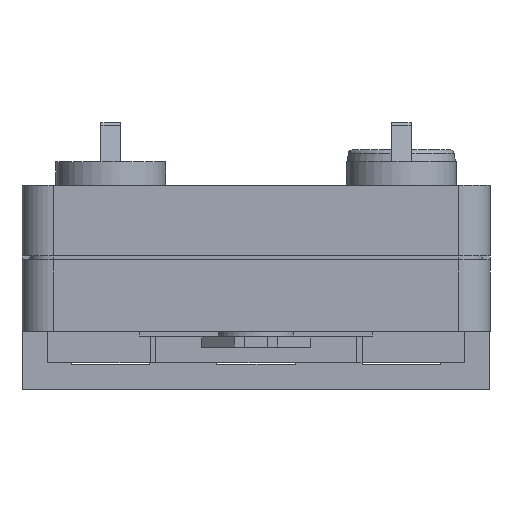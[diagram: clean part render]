
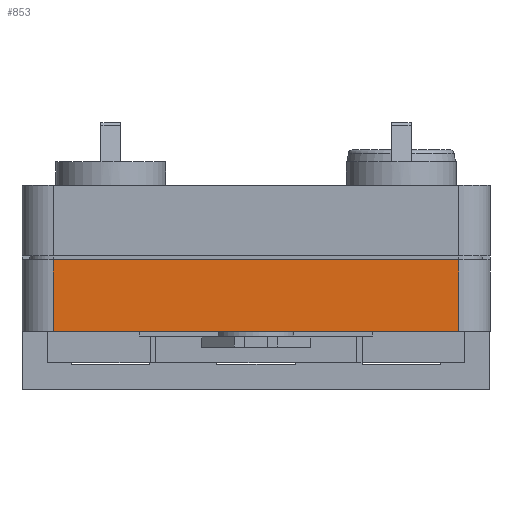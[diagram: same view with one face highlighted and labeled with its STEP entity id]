
A CAD part, front view. The second image highlights one B-rep face of the part: STEP entity #853.
In plain terms, the highlighted planar face has unit normal (0, -1, 0).
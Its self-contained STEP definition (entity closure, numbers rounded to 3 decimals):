
#853=ADVANCED_FACE('NONE',(#2371),#2372,.T.);
#2371=FACE_OUTER_BOUND('',#4546,.T.);
#2372=PLANE('',#4547);
#4546=EDGE_LOOP('',(#11346,#11347,#11348,#11349));
#4547=AXIS2_PLACEMENT_3D('',#11350,#11351,#11352);
#11346=ORIENTED_EDGE('',*,*,#17051,.T.);
#11347=ORIENTED_EDGE('',*,*,#17052,.F.);
#11348=ORIENTED_EDGE('',*,*,#17053,.T.);
#11349=ORIENTED_EDGE('',*,*,#17054,.T.);
#11350=CARTESIAN_POINT('',(0.0,0.,26.));
#11351=DIRECTION('',(0.0,-1.0,0.));
#11352=DIRECTION('',(-1.0,0.0,0.0));
#17051=EDGE_CURVE('NONE',#20052,#20053,#20054,.T.);
#17052=EDGE_CURVE('NONE',#20055,#20053,#20056,.T.);
#17053=EDGE_CURVE('NONE',#20055,#20057,#20058,.T.);
#17054=EDGE_CURVE('NONE',#20057,#20052,#20059,.T.);
#20052=VERTEX_POINT('NONE',#25438);
#20053=VERTEX_POINT('NONE',#25439);
#20054=LINE('',#25440,#25441);
#20055=VERTEX_POINT('NONE',#25442);
#20056=LINE('',#25443,#25444);
#20057=VERTEX_POINT('NONE',#25445);
#20058=LINE('',#25446,#25447);
#20059=LINE('',#25448,#25449);
#25438=CARTESIAN_POINT('',(55.6,0.,7.4));
#25439=CARTESIAN_POINT('',(55.6,0.,16.5));
#25440=CARTESIAN_POINT('',(55.6,0.,26.));
#25441=VECTOR('',#32264,1000.0);
#25442=CARTESIAN_POINT('',(4.,0.,16.5));
#25443=CARTESIAN_POINT('',(4.,0.,16.5));
#25444=VECTOR('',#32265,1000.0);
#25445=CARTESIAN_POINT('',(4.,0.,7.4));
#25446=CARTESIAN_POINT('',(4.,0.,7.4));
#25447=VECTOR('',#32266,1000.0);
#25448=CARTESIAN_POINT('',(0.0,0.,7.4));
#25449=VECTOR('',#32267,1000.0);
#32264=DIRECTION('',(0.0,0.,1.0));
#32265=DIRECTION('',(1.0,0.0,0.0));
#32266=DIRECTION('',(0.0,0.,-1.0));
#32267=DIRECTION('',(1.0,0.0,0.0));
